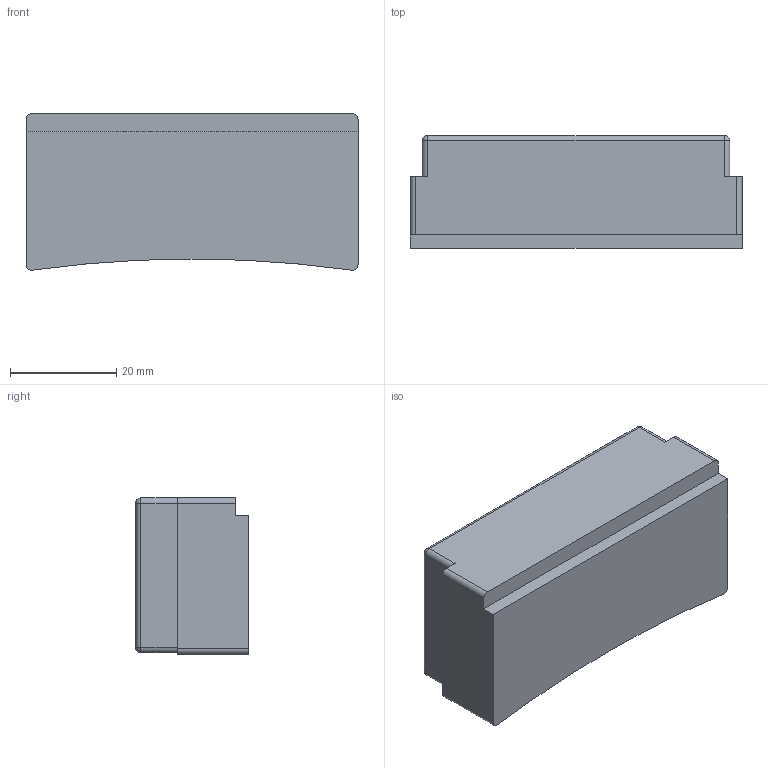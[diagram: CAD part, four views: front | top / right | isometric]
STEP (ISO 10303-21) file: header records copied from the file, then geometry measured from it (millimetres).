
FILE_DESCRIPTION (( 'STEP AP214' ), '1' );
FILE_NAME ('CFW300-CRS232.STEP', '2018-09-24T22:20:41', ( '' ), ( '' ), 'SwSTEP 2.0', 'SolidWorks 2017', '' );
FILE_SCHEMA (( 'AUTOMOTIVE_DESIGN' ));
Length unit declared in the file: inch
Products named in the file (1): CFW300-CRS232
Bounding box: 62.5 x 21.22 x 29.45 mm (x, y, z)
Volume: 35466.2 mm3; surface area: 7390.8 mm2
Topology: 1 solids, 1 shells, 713 faces, 1948 edges, 1292 vertices
Faces by surface type: bspline 361, plane 316, cylinder 31, sphere 4, torus 1
Entity records: 46099 total; most frequent: CARTESIAN_POINT 21815, ORIENTED_EDGE 3888, DIRECTION 1995, EDGE_CURVE 1944, VERTEX_POINT 1292, VECTOR 1155, LINE 1155, EDGE_LOOP 772
